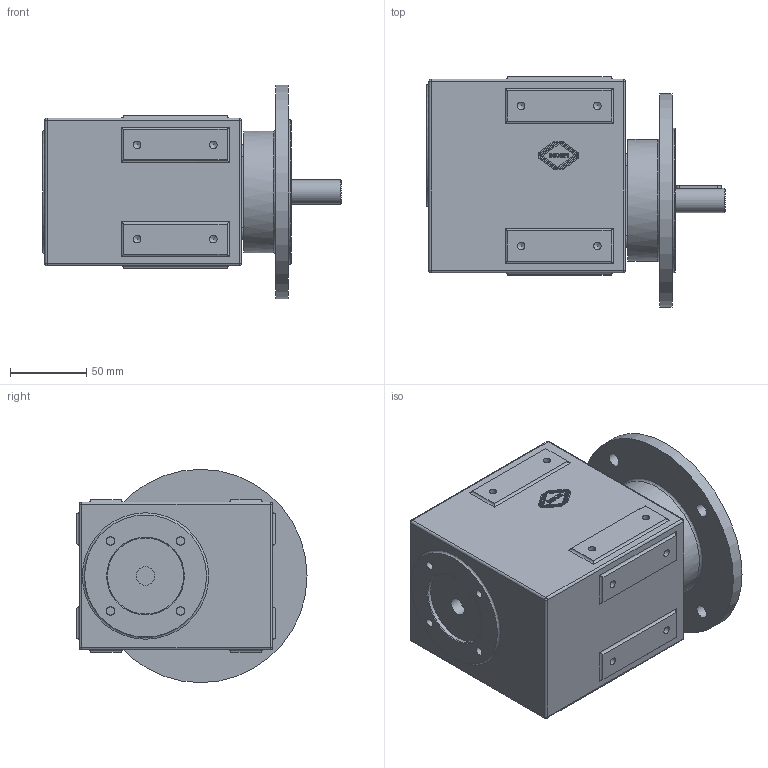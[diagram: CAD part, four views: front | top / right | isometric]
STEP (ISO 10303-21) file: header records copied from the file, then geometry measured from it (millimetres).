
FILE_DESCRIPTION((''),'2;1');
FILE_NAME('US363_B5F140_M1.ipt.stp','2010-03-02T12:10:48',('INDUR'),(''),'Autodesk Inventor 2010','Autodesk Inventor 2010','');
FILE_SCHEMA(('CONFIG_CONTROL_DESIGN'));
Length unit declared in the file: millimetre
Products named in the file (1): US363_B5F140_M1
Bounding box: 196 x 151 x 140 mm (x, y, z)
Volume: 1843637.4 mm3; surface area: 124162.2 mm2
Topology: 1 solids, 1 shells, 428 faces, 1125 edges, 730 vertices
Faces by surface type: plane 222, cylinder 102, bspline 84, cone 12, sphere 8
Full cylindrical faces by diameter (mm): 4.917 x8, 12 x1, 16 x1, 25 x1, 45.5 x1, 50 x1, 80 x1, 95 x1, 140 x1
Entity records: 13598 total; most frequent: CARTESIAN_POINT 3631, ORIENTED_EDGE 2068, DIRECTION 1862, EDGE_CURVE 1034, VECTOR 708, LINE 708, VERTEX_POINT 702, AXIS2_PLACEMENT_3D 577
